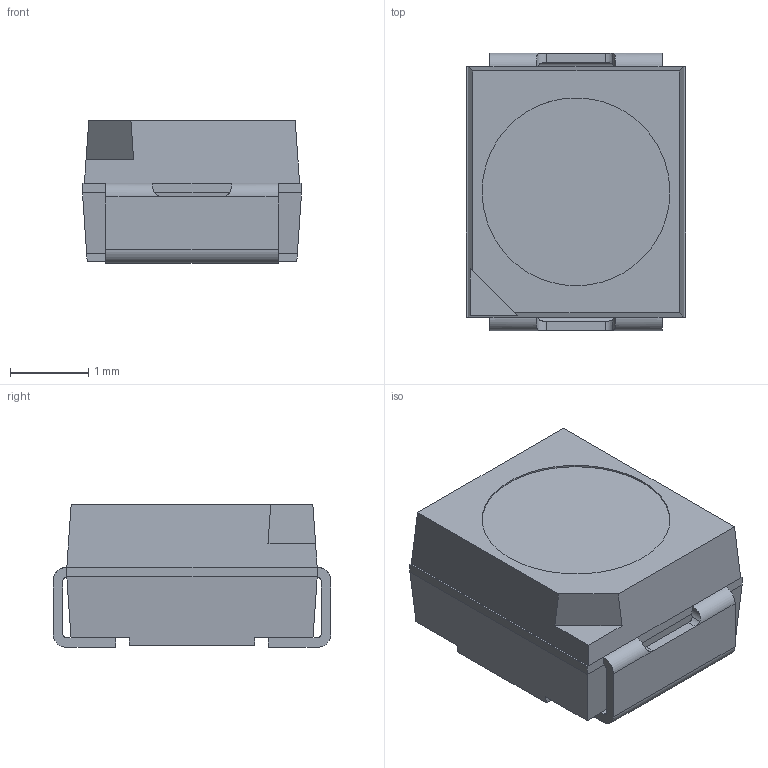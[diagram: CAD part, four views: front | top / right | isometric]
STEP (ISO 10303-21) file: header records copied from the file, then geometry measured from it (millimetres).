
FILE_DESCRIPTION (( 'STEP AP203' ), '1' );
FILE_NAME ('SFH_4243_20200509_geometry.STEP', '2022-05-09T12:07:39', ( '' ), ( '' ), 'SwSTEP 2.0', 'SolidWorks 2017', '' );
FILE_SCHEMA (( 'CONFIG_CONTROL_DESIGN' ));
Length unit declared in the file: millimetre
Products named in the file (1): SFH_4243_20200509_geometry
Bounding box: 2.8 x 3.55 x 1.82 mm (x, y, z)
Volume: 15.7 mm3; surface area: 47.8 mm2
Topology: 1 solids, 1 shells, 70 faces, 186 edges, 112 vertices
Faces by surface type: plane 48, cylinder 18, bspline 4
Entity records: 2521 total; most frequent: CARTESIAN_POINT 733, ORIENTED_EDGE 372, DIRECTION 332, EDGE_CURVE 186, LINE 142, VECTOR 142, VERTEX_POINT 112, AXIS2_PLACEMENT_3D 95
